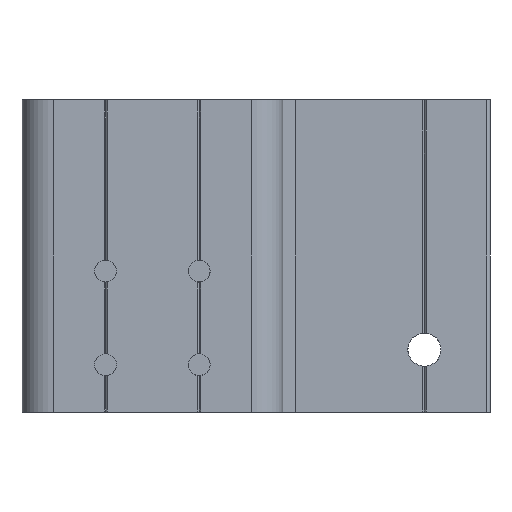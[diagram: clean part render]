
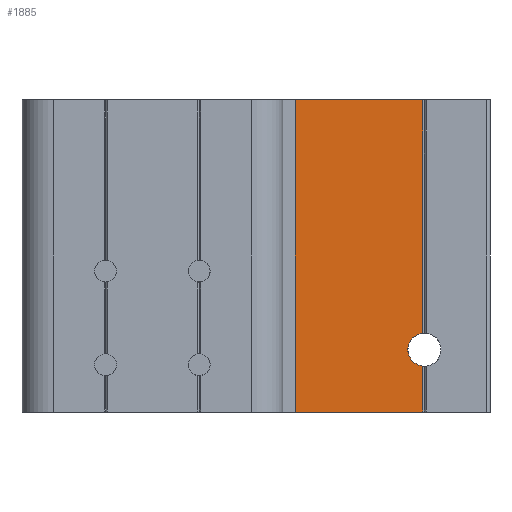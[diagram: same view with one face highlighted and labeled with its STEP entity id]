
A CAD part, left-side view. The second image highlights one B-rep face of the part: STEP entity #1885.
In plain terms, the highlighted planar face has unit normal (-1, 0, 0).
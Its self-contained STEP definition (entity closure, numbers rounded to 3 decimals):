
#150=CIRCLE('',#2070,2.65);
#187=FACE_OUTER_BOUND('',#290,.T.);
#290=EDGE_LOOP('',(#1538,#1539,#1540,#1541,#1542,#1543));
#366=LINE('',#2755,#561);
#449=LINE('',#3027,#644);
#488=LINE('',#3150,#683);
#489=LINE('',#3153,#684);
#490=LINE('',#3155,#685);
#561=VECTOR('',#2171,20.45);
#644=VECTOR('',#2402,20.45);
#683=VECTOR('',#2517,50.);
#684=VECTOR('',#2520,37.362);
#685=VECTOR('',#2521,7.362);
#760=VERTEX_POINT('',#2752);
#761=VERTEX_POINT('',#2754);
#875=VERTEX_POINT('',#3024);
#876=VERTEX_POINT('',#3026);
#923=VERTEX_POINT('',#3152);
#924=VERTEX_POINT('',#3154);
#949=EDGE_CURVE('',#761,#760,#366,.T.);
#1088=EDGE_CURVE('',#875,#876,#449,.T.);
#1152=EDGE_CURVE('',#760,#876,#488,.T.);
#1153=EDGE_CURVE('',#923,#761,#489,.T.);
#1154=EDGE_CURVE('',#875,#924,#490,.T.);
#1155=EDGE_CURVE('',#923,#924,#150,.T.);
#1538=ORIENTED_EDGE('',*,*,#1153,.T.);
#1539=ORIENTED_EDGE('',*,*,#949,.T.);
#1540=ORIENTED_EDGE('',*,*,#1152,.T.);
#1541=ORIENTED_EDGE('',*,*,#1088,.F.);
#1542=ORIENTED_EDGE('',*,*,#1154,.T.);
#1543=ORIENTED_EDGE('',*,*,#1155,.F.);
#1814=PLANE('',#2069);
#1885=ADVANCED_FACE('',(#187),#1814,.F.);
#2069=AXIS2_PLACEMENT_3D('',#3151,#2518,#2519);
#2070=AXIS2_PLACEMENT_3D('',#3156,#2522,#2523);
#2171=DIRECTION('',(0.,1.,0.));
#2402=DIRECTION('',(0.,1.,0.));
#2517=DIRECTION('',(0.,0.,-1.));
#2518=DIRECTION('center_axis',(1.,0.,0.));
#2519=DIRECTION('ref_axis',(0.,1.,0.));
#2520=DIRECTION('',(0.,0.,1.));
#2521=DIRECTION('',(0.,0.,1.));
#2522=DIRECTION('center_axis',(-1.,0.,0.));
#2523=DIRECTION('ref_axis',(0.,0.094,0.996));
#2752=CARTESIAN_POINT('',(-1.6,-3.8,25.));
#2754=CARTESIAN_POINT('',(-1.6,-24.25,25.));
#2755=CARTESIAN_POINT('',(-1.6,-24.25,25.));
#3024=CARTESIAN_POINT('',(-1.6,-24.25,-25.));
#3026=CARTESIAN_POINT('',(-1.6,-3.8,-25.));
#3027=CARTESIAN_POINT('',(-1.6,-24.25,-25.));
#3150=CARTESIAN_POINT('',(-1.6,-3.8,25.));
#3151=CARTESIAN_POINT('Origin',(-1.6,-35.,-25.));
#3152=CARTESIAN_POINT('',(-1.6,-24.25,-12.362));
#3153=CARTESIAN_POINT('',(-1.6,-24.25,-12.362));
#3154=CARTESIAN_POINT('',(-1.6,-24.25,-17.638));
#3155=CARTESIAN_POINT('',(-1.6,-24.25,-25.));
#3156=CARTESIAN_POINT('Origin',(-1.6,-24.5,-15.));
